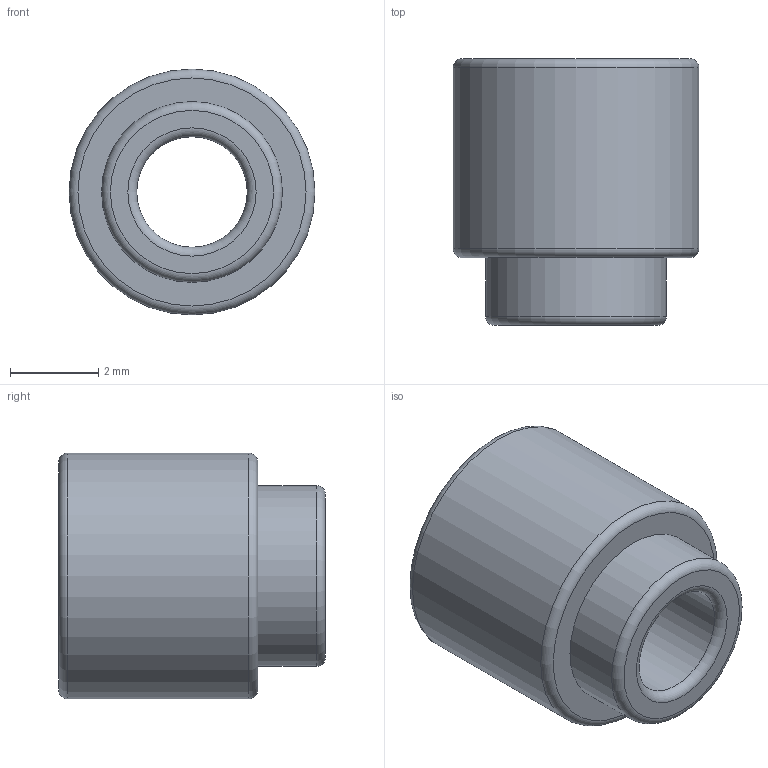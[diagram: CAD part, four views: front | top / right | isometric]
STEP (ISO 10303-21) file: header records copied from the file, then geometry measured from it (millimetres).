
FILE_DESCRIPTION(/* description */ (''),/* implementation_level */ '2;1');
FILE_NAME(/* name */ 'SMTSO2545CTJ.step',/* time_stamp */ '2024-09-14T18:21:33+02:00',/* author */ (''),/* organization */ (''),/* preprocessor_version */ 'ST-DEVELOPER v20',/* originating_system */ 'Autodesk Translation Framework v13.14.0.145',/* authorisation */ '');
FILE_SCHEMA (('AUTOMOTIVE_DESIGN { 1 0 10303 214 3 1 1 }'));
Length unit declared in the file: millimetre
Products named in the file (2): SMTSO2545CTJ; SMTSOM225BTR
Assembly tree (1 placements, depth 2):
  SMTSO2545CTJ
    SMTSOM225BTR
Bounding box: 5.56 x 6.03 x 5.56 mm (x, y, z)
Volume: 99.2 mm3; surface area: 178.9 mm2
Topology: 1 solids, 1 shells, 11 faces, 24 edges, 16 vertices
Faces by surface type: torus 5, cylinder 3, plane 3
Full cylindrical faces by diameter (mm): 2.5 x1, 4.09 x1, 5.56 x1
Entity records: 392 total; most frequent: DIRECTION 75, CARTESIAN_POINT 55, ORIENTED_EDGE 48, AXIS2_PLACEMENT_3D 36, EDGE_CURVE 24, CIRCLE 21, VERTEX_POINT 16, EDGE_LOOP 14
